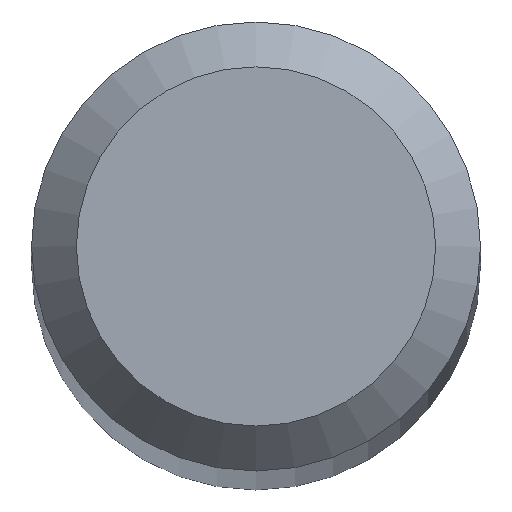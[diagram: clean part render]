
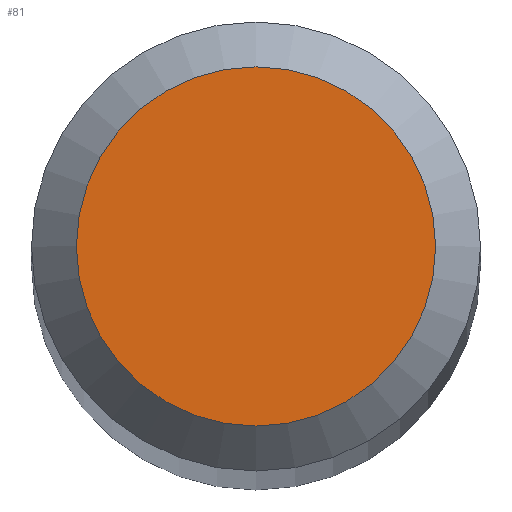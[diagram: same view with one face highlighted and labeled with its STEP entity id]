
A CAD part, top view. The second image highlights one B-rep face of the part: STEP entity #81.
In plain terms, the highlighted planar face has unit normal (0, 0, 1).
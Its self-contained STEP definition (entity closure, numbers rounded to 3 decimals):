
#21 = EDGE_LOOP ( 'NONE', ( #54 ) ) ;
#25 = AXIS2_PLACEMENT_3D ( 'NONE', #77, #130, #198 ) ;
#38 = CARTESIAN_POINT ( 'NONE',  ( 0., 0., 30. ) ) ;
#51 = EDGE_CURVE ( 'NONE', #109, #109, #190, .T. ) ;
#54 = ORIENTED_EDGE ( 'NONE', *, *, #51, .F. ) ;
#66 = CARTESIAN_POINT ( 'NONE',  ( 0., 0.4, 30. ) ) ;
#77 = CARTESIAN_POINT ( 'NONE',  ( 0., 0., 30. ) ) ;
#81 = ADVANCED_FACE ( 'NONE', ( #128 ), #96, .F. ) ;
#96 = PLANE ( 'NONE',  #25 ) ;
#109 = VERTEX_POINT ( 'NONE', #66 ) ;
#125 = AXIS2_PLACEMENT_3D ( 'NONE', #38, #163, #143 ) ;
#128 = FACE_OUTER_BOUND ( 'NONE', #21, .T. ) ;
#130 = DIRECTION ( 'NONE',  ( 0., 0., -1. ) ) ;
#143 = DIRECTION ( 'NONE',  ( 0., 1., 0. ) ) ;
#163 = DIRECTION ( 'NONE',  ( 0., 0., -1. ) ) ;
#190 = CIRCLE ( 'NONE', #125, 0.4 ) ;
#198 = DIRECTION ( 'NONE',  ( 0., 1., 0. ) ) ;
